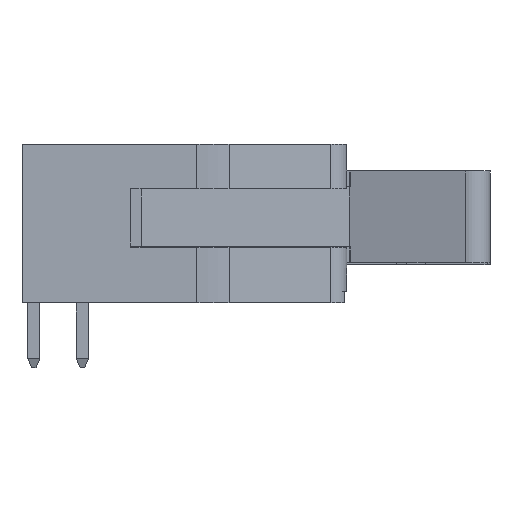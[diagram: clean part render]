
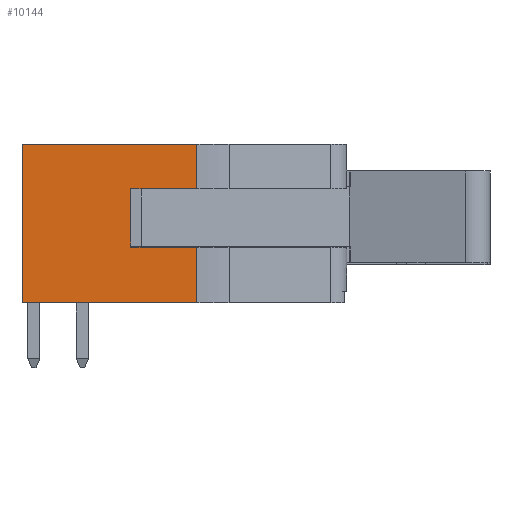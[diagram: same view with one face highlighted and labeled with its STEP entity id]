
A CAD part, front view. The second image highlights one B-rep face of the part: STEP entity #10144.
In plain terms, the highlighted face is planar.
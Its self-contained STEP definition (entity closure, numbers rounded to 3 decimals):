
#1326=ORIENTED_EDGE('',*,*,#3260,.F.);
#1327=ORIENTED_EDGE('',*,*,#3249,.F.);
#1328=ORIENTED_EDGE('',*,*,#3254,.T.);
#1329=ORIENTED_EDGE('',*,*,#3706,.F.);
#1330=ORIENTED_EDGE('',*,*,#3721,.T.);
#1331=ORIENTED_EDGE('',*,*,#3722,.T.);
#1332=ORIENTED_EDGE('',*,*,#3723,.F.);
#1333=ORIENTED_EDGE('',*,*,#3656,.F.);
#3249=EDGE_CURVE('',#4689,#4690,#5644,.T.);
#3254=EDGE_CURVE('',#4689,#4694,#5647,.T.);
#3260=EDGE_CURVE('',#4690,#4699,#5652,.T.);
#3656=EDGE_CURVE('',#4699,#4956,#6007,.T.);
#3706=EDGE_CURVE('',#4974,#4694,#6054,.T.);
#3721=EDGE_CURVE('',#4974,#4981,#6066,.T.);
#3722=EDGE_CURVE('',#4981,#4982,#6067,.T.);
#3723=EDGE_CURVE('',#4956,#4982,#6068,.T.);
#4689=VERTEX_POINT('',#14391);
#4690=VERTEX_POINT('',#14393);
#4694=VERTEX_POINT('',#14402);
#4699=VERTEX_POINT('',#14415);
#4956=VERTEX_POINT('',#15164);
#4974=VERTEX_POINT('',#15278);
#4981=VERTEX_POINT('',#15312);
#4982=VERTEX_POINT('',#15314);
#5644=LINE('',#14392,#6989);
#5647=LINE('',#14403,#6992);
#5652=LINE('',#14414,#6997);
#6007=LINE('',#15163,#7352);
#6054=LINE('',#15279,#7399);
#6066=LINE('',#15311,#7411);
#6067=LINE('',#15313,#7412);
#6068=LINE('',#15315,#7413);
#6989=VECTOR('',#11588,1000.);
#6992=VECTOR('',#11597,1000.);
#6997=VECTOR('',#11606,1000.);
#7352=VECTOR('',#12235,1000.);
#7399=VECTOR('',#12382,1000.);
#7411=VECTOR('',#12422,1000.);
#7412=VECTOR('',#12423,1000.);
#7413=VECTOR('',#12424,1000.);
#8412=EDGE_LOOP('',(#1326,#1327,#1328,#1329,#1330,#1331,#1332,#1333));
#9035=FACE_BOUND('',#8412,.T.);
#9609=PLANE('',#10941);
#10144=ADVANCED_FACE('',(#9035),#9609,.T.);
#10941=AXIS2_PLACEMENT_3D('',#15310,#12420,#12421);
#11588=DIRECTION('',(0.,1.,0.));
#11597=DIRECTION('',(0.,0.,1.));
#11606=DIRECTION('',(0.,0.,1.));
#12235=DIRECTION('',(0.,1.,0.));
#12382=DIRECTION('',(0.,1.,0.));
#12420=DIRECTION('',(1.,0.,0.));
#12421=DIRECTION('',(0.,0.,-1.));
#12422=DIRECTION('',(0.,0.,-1.));
#12423=DIRECTION('',(0.,1.,0.));
#12424=DIRECTION('',(0.,0.,-1.));
#14391=CARTESIAN_POINT('',(19.91,-1.825,0.7));
#14392=CARTESIAN_POINT('',(19.91,-1.825,0.7));
#14393=CARTESIAN_POINT('',(19.91,1.225,0.7));
#14402=CARTESIAN_POINT('',(19.91,-1.825,4.149));
#14403=CARTESIAN_POINT('',(19.91,-1.825,0.7));
#14414=CARTESIAN_POINT('',(19.91,1.225,0.7));
#14415=CARTESIAN_POINT('',(19.91,1.225,4.149));
#15163=CARTESIAN_POINT('',(19.91,-4.15,4.149));
#15164=CARTESIAN_POINT('',(19.91,4.15,4.149));
#15278=CARTESIAN_POINT('',(19.91,-4.15,4.149));
#15279=CARTESIAN_POINT('',(19.91,-4.15,4.149));
#15310=CARTESIAN_POINT('',(19.91,-4.15,5.));
#15311=CARTESIAN_POINT('',(19.91,-4.15,5.));
#15312=CARTESIAN_POINT('',(19.91,-4.15,-5.));
#15313=CARTESIAN_POINT('',(19.91,-4.15,-5.));
#15314=CARTESIAN_POINT('',(19.91,4.15,-5.));
#15315=CARTESIAN_POINT('',(19.91,4.15,5.));
